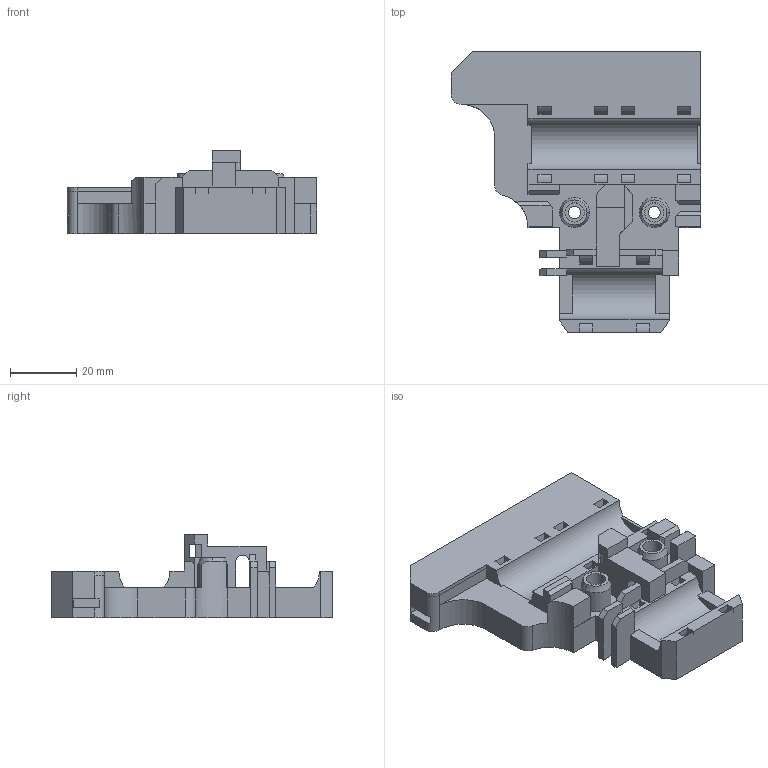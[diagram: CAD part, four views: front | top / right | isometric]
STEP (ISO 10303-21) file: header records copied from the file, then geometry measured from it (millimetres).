
FILE_DESCRIPTION (( 'STEP AP214' ), '1' );
FILE_NAME ('PrusaMK2.STEP', '2024-10-16T11:55:34', ( '' ), ( '' ), 'SwSTEP 2.0', 'SolidWorks 2022', '' );
FILE_SCHEMA (( 'AUTOMOTIVE_DESIGN' ));
Length unit declared in the file: millimetre
Products named in the file (1): PrusaMK2
Bounding box: 75.11 x 84.64 x 25 mm (x, y, z)
Volume: 51421.6 mm3; surface area: 20172.3 mm2
Topology: 1 solids, 1 shells, 182 faces, 527 edges, 346 vertices
Faces by surface type: plane 138, cylinder 40, cone 4
Entity records: 6029 total; most frequent: CARTESIAN_POINT 1059, ORIENTED_EDGE 1054, DIRECTION 988, EDGE_CURVE 527, VECTOR 430, LINE 430, VERTEX_POINT 346, AXIS2_PLACEMENT_3D 279
